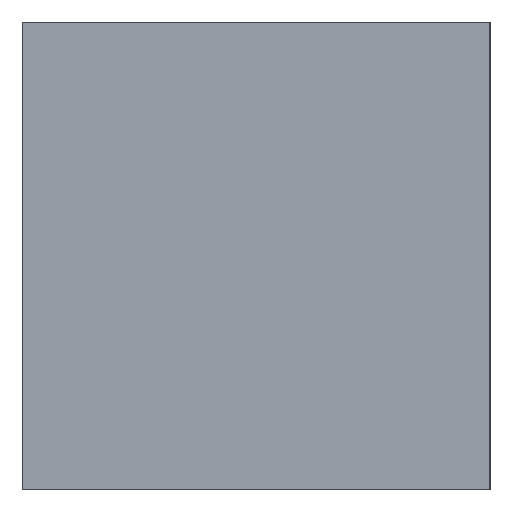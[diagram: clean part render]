
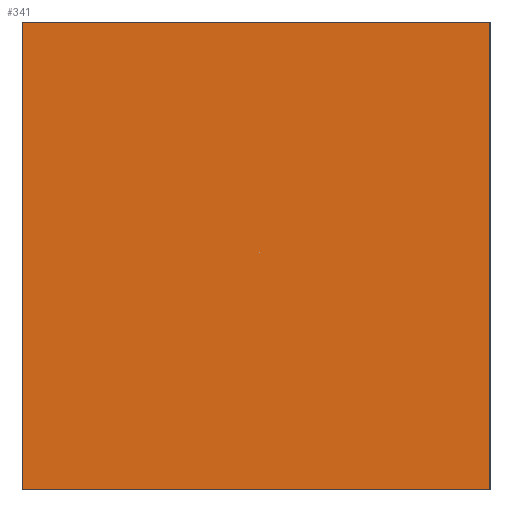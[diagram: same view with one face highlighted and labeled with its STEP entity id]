
A CAD part, left-side view. The second image highlights one B-rep face of the part: STEP entity #341.
In plain terms, the highlighted planar face has unit normal (-1, 0, 0).
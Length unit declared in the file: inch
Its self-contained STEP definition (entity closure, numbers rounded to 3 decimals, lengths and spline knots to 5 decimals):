
#3 = CARTESIAN_POINT ( 'NONE',  ( -1.7, 3.25, 13. ) ) ;
#27 = CARTESIAN_POINT ( 'NONE',  ( -1.7, 2.25, 13. ) ) ;
#30 = FACE_OUTER_BOUND ( 'NONE', #214, .T. ) ;
#38 = ORIENTED_EDGE ( 'NONE', *, *, #367, .F. ) ;
#55 = ORIENTED_EDGE ( 'NONE', *, *, #156, .F. ) ;
#76 = VECTOR ( 'NONE', #118, 39.37008 ) ;
#85 = VERTEX_POINT ( 'NONE', #179 ) ;
#91 = CARTESIAN_POINT ( 'NONE',  ( -1.7, 3.25, 13. ) ) ;
#106 = VERTEX_POINT ( 'NONE', #295 ) ;
#118 = DIRECTION ( 'NONE',  ( 0., 0., 1. ) ) ;
#124 = VERTEX_POINT ( 'NONE', #221 ) ;
#136 = EDGE_CURVE ( 'NONE', #85, #284, #140, .T. ) ;
#140 = LINE ( 'NONE', #176, #206 ) ;
#145 = EDGE_CURVE ( 'NONE', #106, #85, #265, .T. ) ;
#146 = DIRECTION ( 'NONE',  ( 0., 0., 1. ) ) ;
#151 = DIRECTION ( 'NONE',  ( 0., -1., 0. ) ) ;
#156 = EDGE_CURVE ( 'NONE', #106, #124, #362, .T. ) ;
#176 = CARTESIAN_POINT ( 'NONE',  ( -1.7, 2.25, 13. ) ) ;
#179 = CARTESIAN_POINT ( 'NONE',  ( -1.7, 2.25, 12. ) ) ;
#180 = CARTESIAN_POINT ( 'NONE',  ( -1.7, 3.25, 12. ) ) ;
#189 = VECTOR ( 'NONE', #303, 39.37008 ) ;
#206 = VECTOR ( 'NONE', #146, 39.37008 ) ;
#214 = EDGE_LOOP ( 'NONE', ( #328, #38, #55, #331 ) ) ;
#221 = CARTESIAN_POINT ( 'NONE',  ( -1.7, 3.25, 13. ) ) ;
#246 = LINE ( 'NONE', #91, #189 ) ;
#248 = VECTOR ( 'NONE', #151, 39.37008 ) ;
#263 = CARTESIAN_POINT ( 'NONE',  ( -1.7, 3.25, 13. ) ) ;
#265 = LINE ( 'NONE', #180, #248 ) ;
#284 = VERTEX_POINT ( 'NONE', #27 ) ;
#285 = DIRECTION ( 'NONE',  ( 1., 0., 0. ) ) ;
#295 = CARTESIAN_POINT ( 'NONE',  ( -1.7, 3.25, 12. ) ) ;
#297 = AXIS2_PLACEMENT_3D ( 'NONE', #263, #285, #379 ) ;
#303 = DIRECTION ( 'NONE',  ( 0., -1., 0. ) ) ;
#328 = ORIENTED_EDGE ( 'NONE', *, *, #136, .T. ) ;
#331 = ORIENTED_EDGE ( 'NONE', *, *, #145, .T. ) ;
#341 = ADVANCED_FACE ( 'NONE', ( #30 ), #344, .F. ) ;
#344 = PLANE ( 'NONE',  #297 ) ;
#362 = LINE ( 'NONE', #3, #76 ) ;
#367 = EDGE_CURVE ( 'NONE', #124, #284, #246, .T. ) ;
#379 = DIRECTION ( 'NONE',  ( 0., 0., -1. ) ) ;
